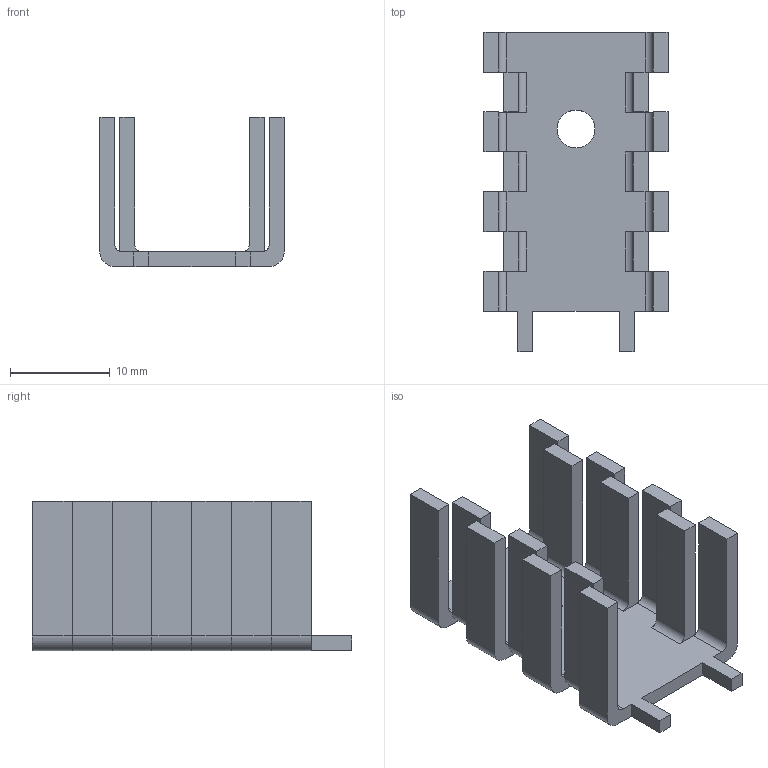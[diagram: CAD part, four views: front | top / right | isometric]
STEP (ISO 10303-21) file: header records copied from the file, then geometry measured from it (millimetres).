
FILE_DESCRIPTION(('FreeCAD Model'),'2;1');
FILE_NAME( 'Heatsink_TT_FK235L2SA.step', '2018-12-20T18:29:52',('kicad StepUp'),('ksu MCAD'), 'Open CASCADE STEP processor 7.2','FreeCAD','Unknown');
FILE_SCHEMA(('AUTOMOTIVE_DESIGN_CC2 { 1 2 10303 214 -1 1 5 4 }'));
Length unit declared in the file: millimetre
Products named in the file (1): v7238e1
Bounding box: 18.5 x 32.06 x 15 mm (x, y, z)
Volume: 1820 mm3; surface area: 3185.7 mm2
Topology: 1 solids, 1 shells, 108 faces, 306 edges, 200 vertices
Faces by surface type: plane 78, cylinder 30
Entity records: 3511 total; most frequent: CARTESIAN_POINT 615, ORIENTED_EDGE 612, DIRECTION 596, EDGE_CURVE 306, LINE 234, VECTOR 234, VERTEX_POINT 200, AXIS2_PLACEMENT_3D 181
